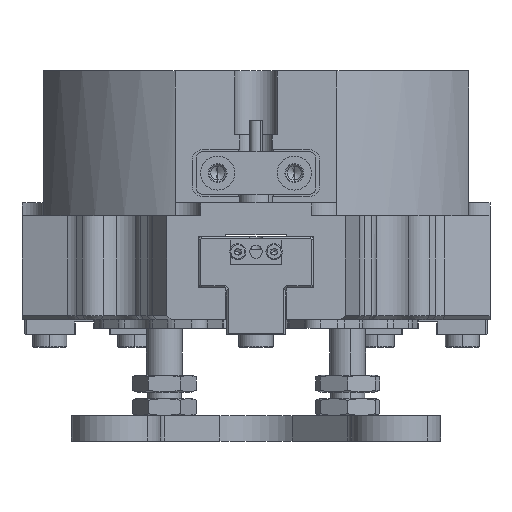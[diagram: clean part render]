
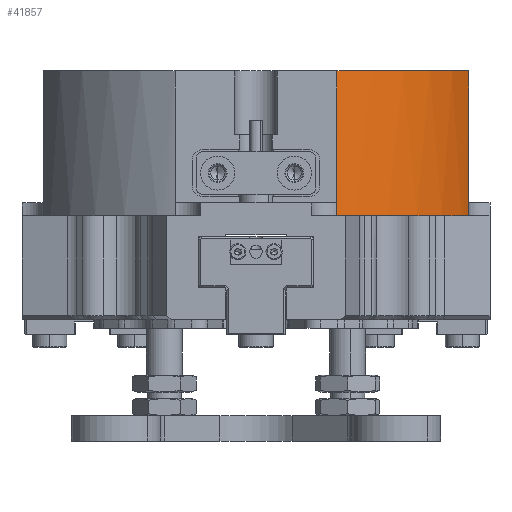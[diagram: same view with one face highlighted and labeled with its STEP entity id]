
A CAD part, front view. The second image highlights one B-rep face of the part: STEP entity #41857.
In plain terms, the highlighted cylindrical face has radius 53.5 mm (diameter 107 mm), a partial arc.
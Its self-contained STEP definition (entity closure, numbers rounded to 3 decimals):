
#649 = DIRECTION ( 'NONE',  ( -1., 0., 0. ) ) ;
#1360 = DIRECTION ( 'NONE',  ( 0., 0., -1. ) ) ;
#3249 = LINE ( 'NONE', #10296, #33488 ) ;
#4238 = DIRECTION ( 'NONE',  ( 0., 0., -1. ) ) ;
#4926 = CARTESIAN_POINT ( 'NONE',  ( 50., -19.033, 34. ) ) ;
#5249 = AXIS2_PLACEMENT_3D ( 'NONE', #38761, #18446, #25535 ) ;
#6735 = DIRECTION ( 'NONE',  ( 0., 0., -1. ) ) ;
#8381 = ORIENTED_EDGE ( 'NONE', *, *, #18220, .F. ) ;
#9337 = VERTEX_POINT ( 'NONE', #4926 ) ;
#9814 = CARTESIAN_POINT ( 'NONE',  ( 19.033, -50., 0. ) ) ;
#10296 = CARTESIAN_POINT ( 'NONE',  ( 19.033, -50., -24.5 ) ) ;
#10477 = CARTESIAN_POINT ( 'NONE',  ( 48.239, -23.136, 0. ) ) ;
#10978 = VERTEX_POINT ( 'NONE', #31124 ) ;
#11080 = CARTESIAN_POINT ( 'NONE',  ( 0., 0., 0. ) ) ;
#11787 = CARTESIAN_POINT ( 'NONE',  ( 19.033, -50., 34. ) ) ;
#12048 = DIRECTION ( 'NONE',  ( -1., 0., 0. ) ) ;
#13481 = AXIS2_PLACEMENT_3D ( 'NONE', #18007, #4238, #649 ) ;
#14486 = EDGE_CURVE ( 'NONE', #33708, #17740, #16577, .T. ) ;
#15293 = CARTESIAN_POINT ( 'NONE',  ( 0., 0., 34. ) ) ;
#15446 = CARTESIAN_POINT ( 'NONE',  ( 0., 0., 0. ) ) ;
#15661 = VERTEX_POINT ( 'NONE', #10477 ) ;
#16577 = CIRCLE ( 'NONE', #42577, 53.5 ) ;
#16680 = ORIENTED_EDGE ( 'NONE', *, *, #19579, .T. ) ;
#17740 = VERTEX_POINT ( 'NONE', #9814 ) ;
#17747 = EDGE_LOOP ( 'NONE', ( #19573, #16680, #27330, #36483, #23552, #8381 ) ) ;
#18007 = CARTESIAN_POINT ( 'NONE',  ( 0., 0., -24.5 ) ) ;
#18220 = EDGE_CURVE ( 'NONE', #15661, #33708, #31702, .T. ) ;
#18349 = CARTESIAN_POINT ( 'NONE',  ( 23.136, -48.239, 0. ) ) ;
#18446 = DIRECTION ( 'NONE',  ( 0., 0., -1. ) ) ;
#18696 = DIRECTION ( 'NONE',  ( -1., 0., 0. ) ) ;
#18962 = EDGE_CURVE ( 'NONE', #9337, #23539, #36420, .T. ) ;
#19084 = CARTESIAN_POINT ( 'NONE',  ( 50., -19.033, -24.5 ) ) ;
#19573 = ORIENTED_EDGE ( 'NONE', *, *, #30025, .F. ) ;
#19579 = EDGE_CURVE ( 'NONE', #10978, #9337, #42610, .T. ) ;
#21475 = CIRCLE ( 'NONE', #5249, 53.5 ) ;
#21869 = DIRECTION ( 'NONE',  ( 0., 0., -1. ) ) ;
#22490 = DIRECTION ( 'NONE',  ( 0., 0., 1. ) ) ;
#23201 = CYLINDRICAL_SURFACE ( 'NONE', #13481, 53.5 ) ;
#23539 = VERTEX_POINT ( 'NONE', #11787 ) ;
#23552 = ORIENTED_EDGE ( 'NONE', *, *, #14486, .F. ) ;
#24835 = DIRECTION ( 'NONE',  ( 1., 0., 0. ) ) ;
#25535 = DIRECTION ( 'NONE',  ( -1., 0., 0. ) ) ;
#27330 = ORIENTED_EDGE ( 'NONE', *, *, #18962, .T. ) ;
#28915 = DIRECTION ( 'NONE',  ( 0., 0., -1. ) ) ;
#30025 = EDGE_CURVE ( 'NONE', #10978, #15661, #21475, .T. ) ;
#31124 = CARTESIAN_POINT ( 'NONE',  ( 50., -19.033, 0. ) ) ;
#31702 = CIRCLE ( 'NONE', #39525, 53.5 ) ;
#33488 = VECTOR ( 'NONE', #6735, 1000. ) ;
#33708 = VERTEX_POINT ( 'NONE', #18349 ) ;
#36420 = CIRCLE ( 'NONE', #41543, 53.5 ) ;
#36483 = ORIENTED_EDGE ( 'NONE', *, *, #39430, .T. ) ;
#38761 = CARTESIAN_POINT ( 'NONE',  ( 0., 0., 0. ) ) ;
#39430 = EDGE_CURVE ( 'NONE', #23539, #17740, #3249, .T. ) ;
#39525 = AXIS2_PLACEMENT_3D ( 'NONE', #11080, #21869, #24835 ) ;
#39687 = FACE_OUTER_BOUND ( 'NONE', #17747, .T. ) ;
#41543 = AXIS2_PLACEMENT_3D ( 'NONE', #15293, #1360, #18696 ) ;
#41857 = ADVANCED_FACE ( 'NONE', ( #39687 ), #23201, .T. ) ;
#42577 = AXIS2_PLACEMENT_3D ( 'NONE', #15446, #28915, #12048 ) ;
#42610 = LINE ( 'NONE', #19084, #43149 ) ;
#43149 = VECTOR ( 'NONE', #22490, 1000. ) ;
